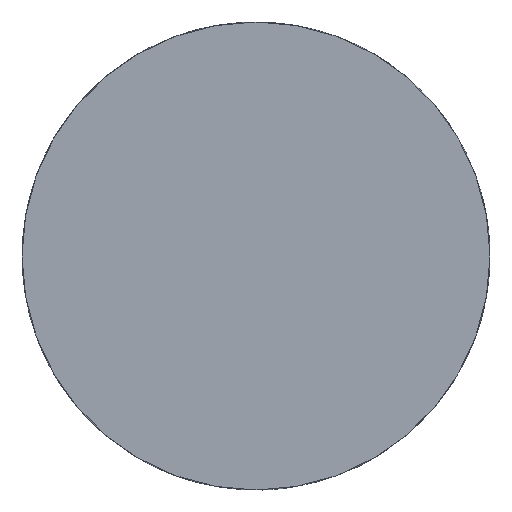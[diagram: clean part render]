
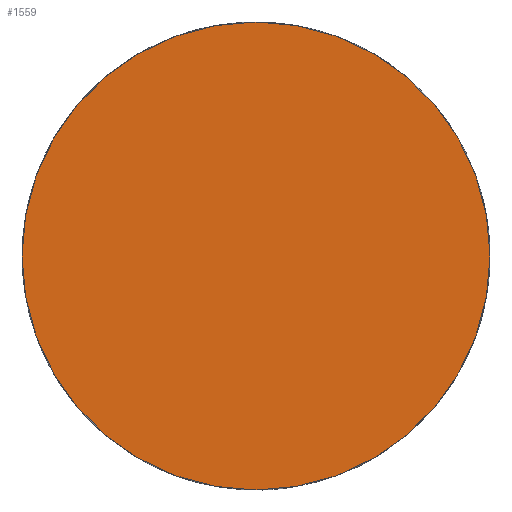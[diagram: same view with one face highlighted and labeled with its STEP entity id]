
A CAD part, top view. The second image highlights one B-rep face of the part: STEP entity #1559.
In plain terms, the highlighted planar face has unit normal (0, 0, 1).
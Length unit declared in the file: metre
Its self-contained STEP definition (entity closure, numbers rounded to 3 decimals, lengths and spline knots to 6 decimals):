
#35=PLANE('',#1814);
#550=ORIENTED_EDGE('',*,*,#925,.T.);
#925=EDGE_CURVE('',#1100,#1100,#1255,.T.);
#1100=VERTEX_POINT('',#2897);
#1255=CIRCLE('',#1813,0.00525);
#1322=EDGE_LOOP('',(#550));
#1414=FACE_BOUND('',#1322,.T.);
#1559=ADVANCED_FACE('',(#1414),#35,.T.);
#1813=AXIS2_PLACEMENT_3D('',#2896,#2352,#2353);
#1814=AXIS2_PLACEMENT_3D('',#2898,#2354,#2355);
#2352=DIRECTION('',(0.,0.,1.));
#2353=DIRECTION('',(1.,0.,0.));
#2354=DIRECTION('',(0.,0.,1.));
#2355=DIRECTION('',(1.,0.,0.));
#2896=CARTESIAN_POINT('',(0.,0.,0.0105));
#2897=CARTESIAN_POINT('',(0.00525,0.,0.0105));
#2898=CARTESIAN_POINT('',(0.,0.00031,0.0105));
